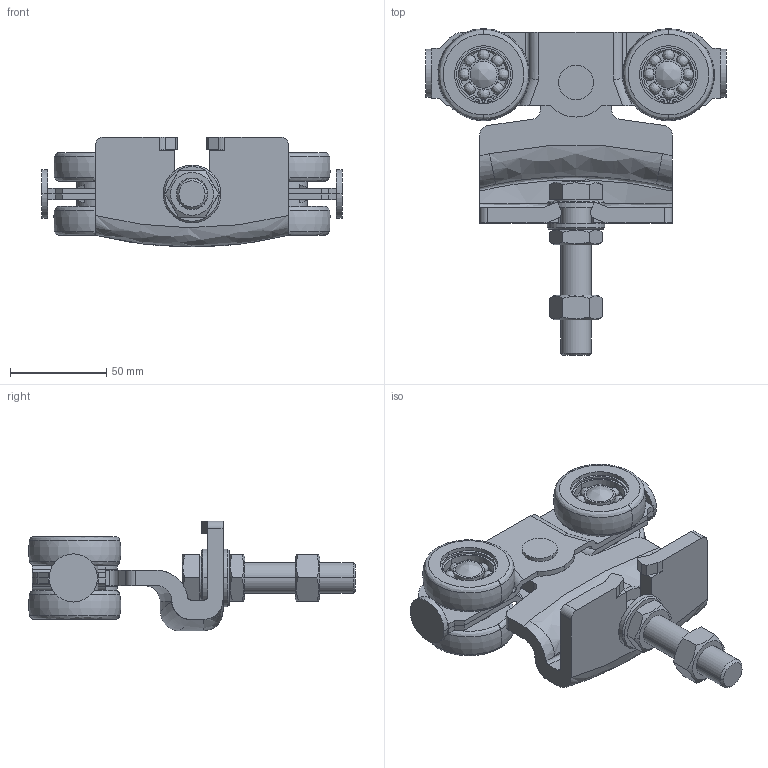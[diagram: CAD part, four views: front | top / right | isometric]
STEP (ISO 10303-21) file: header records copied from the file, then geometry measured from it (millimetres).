
FILE_DESCRIPTION (( 'STEP AP214' ), '1' );
FILE_NAME ('0080406.step', '2022-08-05T07:38:00', ( '' ), ( '' ), 'SwSTEP 2.0', 'SolidWorks 2020', '' );
FILE_SCHEMA (( 'AUTOMOTIVE_DESIGN' ));
Length unit declared in the file: millimetre
Products named in the file (1): 0080406
Bounding box: 156 x 169.63 x 57 mm (x, y, z)
Volume: 255765.3 mm3; surface area: 118378 mm2
Topology: 65 solids, 65 shells, 665 faces, 1593 edges, 954 vertices
Faces by surface type: cylinder 279, plane 181, bspline 145, cone 52, torus 8
Entity records: 31818 total; most frequent: CARTESIAN_POINT 9346, DIRECTION 3033, ORIENTED_EDGE 2930, EDGE_CURVE 1465, AXIS2_PLACEMENT_3D 1232, VERTEX_POINT 954, EDGE_LOOP 759, UNCERTAINTY_MEASURE_WITH_UNIT 732
